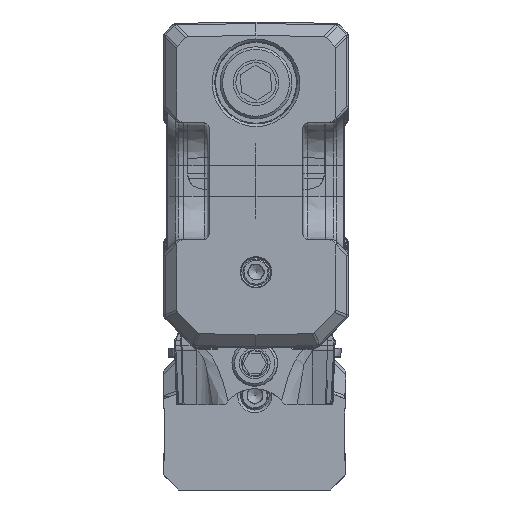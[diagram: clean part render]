
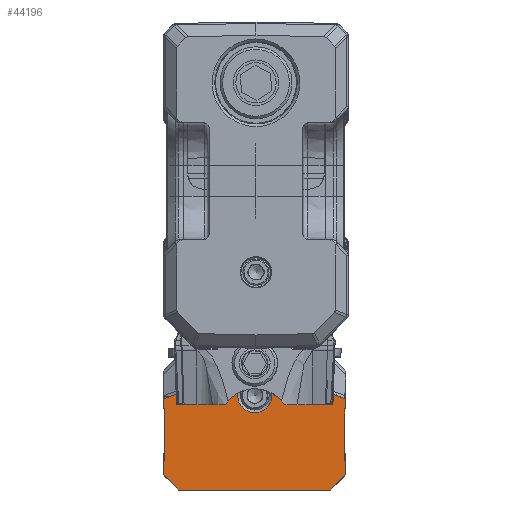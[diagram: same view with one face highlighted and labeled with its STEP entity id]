
A CAD part, front view. The second image highlights one B-rep face of the part: STEP entity #44196.
In plain terms, the highlighted planar face has unit normal (0, -1, 0).
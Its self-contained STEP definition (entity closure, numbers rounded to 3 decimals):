
#26859=LINE('',#179339,#35150);
#26860=LINE('',#179341,#35151);
#26873=LINE('',#179377,#35164);
#26894=LINE('',#179439,#35185);
#26900=LINE('',#179461,#35191);
#26911=LINE('',#179489,#35202);
#27123=LINE('',#180558,#35414);
#27142=LINE('',#180719,#35433);
#27152=LINE('',#180743,#35443);
#27780=LINE('',#192365,#36144);
#27793=LINE('',#192394,#36157);
#27941=LINE('',#194075,#36305);
#27957=LINE('',#194159,#36321);
#27991=LINE('',#194316,#36355);
#27994=LINE('',#194322,#36358);
#28092=LINE('',#194989,#36456);
#28104=LINE('',#195019,#36468);
#28105=LINE('',#195022,#36469);
#35150=VECTOR('',#134075,1.);
#35151=VECTOR('',#134078,1.);
#35164=VECTOR('',#134105,1.);
#35185=VECTOR('',#134160,1.);
#35191=VECTOR('',#134180,1.);
#35202=VECTOR('',#134203,1.);
#35414=VECTOR('',#135145,1.);
#35433=VECTOR('',#135206,1.);
#35443=VECTOR('',#135226,1.);
#36144=VECTOR('',#137961,1.);
#36157=VECTOR('',#137988,1.);
#36305=VECTOR('',#138504,1.);
#36321=VECTOR('',#138586,1.);
#36355=VECTOR('',#138676,1.);
#36358=VECTOR('',#138683,1.);
#36456=VECTOR('',#139107,1.);
#36468=VECTOR('',#139155,1.);
#36469=VECTOR('',#139160,1.);
#44196=ADVANCED_FACE('',(#49650,#49651),#47759,.F.);
#47759=PLANE('',#120978);
#49650=FACE_BOUND('',#53789,.T.);
#49651=FACE_BOUND('',#53790,.T.);
#53789=EDGE_LOOP('',(#73294,#73295,#73296,#73297,#73298,#73299,#73300,#73301,
#73302,#73303,#73304,#73305,#73306,#73307,#73308,#73309,#73310,#73311,#73312,
#73313,#73314,#73315));
#53790=EDGE_LOOP('',(#73316));
#73294=ORIENTED_EDGE('',*,*,#101984,.T.);
#73295=ORIENTED_EDGE('',*,*,#99079,.T.);
#73296=ORIENTED_EDGE('',*,*,#99080,.F.);
#73297=ORIENTED_EDGE('',*,*,#99098,.T.);
#73298=ORIENTED_EDGE('',*,*,#101983,.T.);
#73299=ORIENTED_EDGE('',*,*,#101732,.T.);
#73300=ORIENTED_EDGE('',*,*,#99666,.F.);
#73301=ORIENTED_EDGE('',*,*,#101799,.T.);
#73302=ORIENTED_EDGE('',*,*,#101971,.T.);
#73303=ORIENTED_EDGE('',*,*,#99153,.T.);
#73304=ORIENTED_EDGE('',*,*,#99139,.T.);
#73305=ORIENTED_EDGE('',*,*,#99128,.T.);
#73306=ORIENTED_EDGE('',*,*,#99653,.T.);
#73307=ORIENTED_EDGE('',*,*,#101802,.F.);
#73308=ORIENTED_EDGE('',*,*,#101450,.F.);
#73309=ORIENTED_EDGE('',*,*,#101452,.F.);
#73310=ORIENTED_EDGE('',*,*,#101861,.F.);
#73311=ORIENTED_EDGE('',*,*,#99604,.T.);
#73312=ORIENTED_EDGE('',*,*,#101863,.T.);
#73313=ORIENTED_EDGE('',*,*,#101757,.T.);
#73314=ORIENTED_EDGE('',*,*,#101756,.T.);
#73315=ORIENTED_EDGE('',*,*,#101437,.T.);
#73316=ORIENTED_EDGE('',*,*,#99380,.T.);
#88085=VERTEX_POINT('',#179336);
#88086=VERTEX_POINT('',#179338);
#88087=VERTEX_POINT('',#179342);
#88102=VERTEX_POINT('',#179376);
#88123=VERTEX_POINT('',#179433);
#88126=VERTEX_POINT('',#179438);
#88136=VERTEX_POINT('',#179462);
#88145=VERTEX_POINT('',#179486);
#88331=VERTEX_POINT('',#180050);
#88509=VERTEX_POINT('',#180557);
#88510=VERTEX_POINT('',#180559);
#88556=VERTEX_POINT('',#180718);
#88565=VERTEX_POINT('',#180742);
#88566=VERTEX_POINT('',#180744);
#89691=VERTEX_POINT('',#192364);
#89692=VERTEX_POINT('',#192366);
#89698=VERTEX_POINT('',#192387);
#89699=VERTEX_POINT('',#192389);
#89700=VERTEX_POINT('',#192393);
#89818=VERTEX_POINT('',#194073);
#89829=VERTEX_POINT('',#194156);
#89830=VERTEX_POINT('',#194160);
#89844=VERTEX_POINT('',#194315);
#99079=EDGE_CURVE('',#88085,#88086,#26859,.T.);
#99080=EDGE_CURVE('',#88087,#88086,#26860,.T.);
#99098=EDGE_CURVE('',#88087,#88102,#26873,.T.);
#99128=EDGE_CURVE('',#88123,#88126,#26894,.T.);
#99139=EDGE_CURVE('',#88136,#88123,#26900,.T.);
#99153=EDGE_CURVE('',#88145,#88136,#26911,.T.);
#99380=EDGE_CURVE('',#88331,#88331,#111576,.T.);
#99604=EDGE_CURVE('',#88510,#88509,#27123,.T.);
#99653=EDGE_CURVE('',#88126,#88556,#27142,.T.);
#99666=EDGE_CURVE('',#88565,#88566,#27152,.T.);
#101437=EDGE_CURVE('',#89692,#89691,#27780,.T.);
#101450=EDGE_CURVE('',#89699,#89698,#112136,.T.);
#101452=EDGE_CURVE('',#89700,#89699,#27793,.T.);
#101732=EDGE_CURVE('',#89818,#88566,#27941,.T.);
#101756=EDGE_CURVE('',#89829,#89692,#112170,.T.);
#101757=EDGE_CURVE('',#89830,#89829,#27957,.T.);
#101799=EDGE_CURVE('',#88565,#89844,#27991,.T.);
#101802=EDGE_CURVE('',#89698,#88556,#27994,.T.);
#101861=EDGE_CURVE('',#88510,#89700,#112186,.T.);
#101863=EDGE_CURVE('',#88509,#89830,#112187,.T.);
#101971=EDGE_CURVE('',#89844,#88145,#28092,.T.);
#101983=EDGE_CURVE('',#88102,#89818,#28104,.T.);
#101984=EDGE_CURVE('',#89691,#88085,#28105,.T.);
#111576=CIRCLE('',#119320,1.7);
#112136=CIRCLE('',#120545,0.8);
#112170=CIRCLE('',#120762,0.8);
#112186=CIRCLE('',#120854,0.8);
#112187=CIRCLE('',#120858,0.8);
#119320=AXIS2_PLACEMENT_3D('',#180049,#134680,#134681);
#120545=AXIS2_PLACEMENT_3D('',#192390,#137983,#137984);
#120762=AXIS2_PLACEMENT_3D('',#194157,#138582,#138583);
#120854=AXIS2_PLACEMENT_3D('',#194639,#138827,#138828);
#120858=AXIS2_PLACEMENT_3D('',#194644,#138836,#138837);
#120978=AXIS2_PLACEMENT_3D('',#195024,#139163,#139164);
#134075=DIRECTION('',(1.,0.,0.));
#134078=DIRECTION('',(0.,0.,1.));
#134105=DIRECTION('',(-1.,0.,0.));
#134160=DIRECTION('',(1.,0.,0.));
#134180=DIRECTION('',(0.,0.,1.));
#134203=DIRECTION('',(-1.,0.,0.));
#134680=DIRECTION('',(0.,1.,0.));
#134681=DIRECTION('',(-1.,0.,0.));
#135145=DIRECTION('',(-1.,0.,0.));
#135206=DIRECTION('',(0.,0.,1.));
#135226=DIRECTION('',(-1.,0.,0.));
#137961=DIRECTION('',(-0.94,0.,-0.342));
#137983=DIRECTION('',(0.,-1.,0.));
#137984=DIRECTION('',(-1.,0.,0.));
#137988=DIRECTION('',(-0.5,0.,-0.866));
#138504=DIRECTION('',(0.707,0.,-0.707));
#138582=DIRECTION('',(0.,1.,0.));
#138583=DIRECTION('',(-1.,0.,0.));
#138586=DIRECTION('',(0.5,0.,-0.866));
#138676=DIRECTION('',(0.707,0.,0.707));
#138683=DIRECTION('',(0.94,0.,-0.342));
#138827=DIRECTION('',(0.,1.,0.));
#138828=DIRECTION('',(-1.,0.,0.));
#138836=DIRECTION('',(0.,-1.,0.));
#138837=DIRECTION('',(-1.,0.,0.));
#139107=DIRECTION('',(0.,0.,1.));
#139155=DIRECTION('',(0.,0.,-1.));
#139160=DIRECTION('',(0.,0.,-1.));
#139163=DIRECTION('',(0.,1.,0.));
#139164=DIRECTION('',(0.,0.,1.));
#179336=CARTESIAN_POINT('',(-9.,662.5,-38.2));
#179338=CARTESIAN_POINT('',(-8.885,662.5,-38.2));
#179339=CARTESIAN_POINT('',(0.,662.5,-38.2));
#179341=CARTESIAN_POINT('',(-8.885,662.5,-46.2));
#179342=CARTESIAN_POINT('',(-8.885,662.5,-43.285));
#179376=CARTESIAN_POINT('',(-9.,662.5,-43.285));
#179377=CARTESIAN_POINT('',(0.,662.5,-43.285));
#179433=CARTESIAN_POINT('',(8.885,662.5,-38.2));
#179438=CARTESIAN_POINT('',(9.,662.5,-38.2));
#179439=CARTESIAN_POINT('',(0.,662.5,-38.2));
#179461=CARTESIAN_POINT('',(8.885,662.5,-46.2));
#179462=CARTESIAN_POINT('',(8.885,662.5,-43.285));
#179486=CARTESIAN_POINT('',(9.,662.5,-43.285));
#179489=CARTESIAN_POINT('',(0.,662.5,-43.285));
#180049=CARTESIAN_POINT('',(0.,662.5,-36.874));
#180050=CARTESIAN_POINT('',(-1.7,662.5,-36.874));
#180557=CARTESIAN_POINT('',(-5.922,662.5,-33.2));
#180558=CARTESIAN_POINT('',(0.,662.5,-33.2));
#180559=CARTESIAN_POINT('',(5.922,662.5,-33.2));
#180718=CARTESIAN_POINT('',(9.,662.5,-37.2));
#180719=CARTESIAN_POINT('',(9.,662.5,-46.2));
#180742=CARTESIAN_POINT('',(7.5,662.5,-46.2));
#180743=CARTESIAN_POINT('',(0.,662.5,-46.2));
#180744=CARTESIAN_POINT('',(-7.5,662.5,-46.2));
#192364=CARTESIAN_POINT('',(-9.,662.5,-37.2));
#192365=CARTESIAN_POINT('',(-3.945,662.5,-35.36));
#192366=CARTESIAN_POINT('',(-5.922,662.5,-36.08));
#192387=CARTESIAN_POINT('',(5.922,662.5,-36.08));
#192389=CARTESIAN_POINT('',(5.502,662.5,-34.928));
#192390=CARTESIAN_POINT('',(6.195,662.5,-35.328));
#192393=CARTESIAN_POINT('',(5.985,662.5,-34.092));
#192394=CARTESIAN_POINT('',(-0.754,662.5,-45.765));
#194073=CARTESIAN_POINT('',(-9.,662.5,-44.7));
#194075=CARTESIAN_POINT('',(-3.75,662.5,-49.95));
#194156=CARTESIAN_POINT('',(-5.502,662.5,-34.928));
#194157=CARTESIAN_POINT('',(-6.195,662.5,-35.328));
#194159=CARTESIAN_POINT('',(0.754,662.5,-45.765));
#194160=CARTESIAN_POINT('',(-5.985,662.5,-34.092));
#194315=CARTESIAN_POINT('',(9.,662.5,-44.7));
#194316=CARTESIAN_POINT('',(3.75,662.5,-49.95));
#194322=CARTESIAN_POINT('',(3.945,662.5,-35.36));
#194639=CARTESIAN_POINT('',(5.292,662.5,-33.692));
#194644=CARTESIAN_POINT('',(-5.292,662.5,-33.692));
#194989=CARTESIAN_POINT('',(9.,662.5,-46.2));
#195019=CARTESIAN_POINT('',(-9.,662.5,-46.2));
#195022=CARTESIAN_POINT('',(-9.,662.5,-46.2));
#195024=CARTESIAN_POINT('',(0.,662.5,-46.2));
